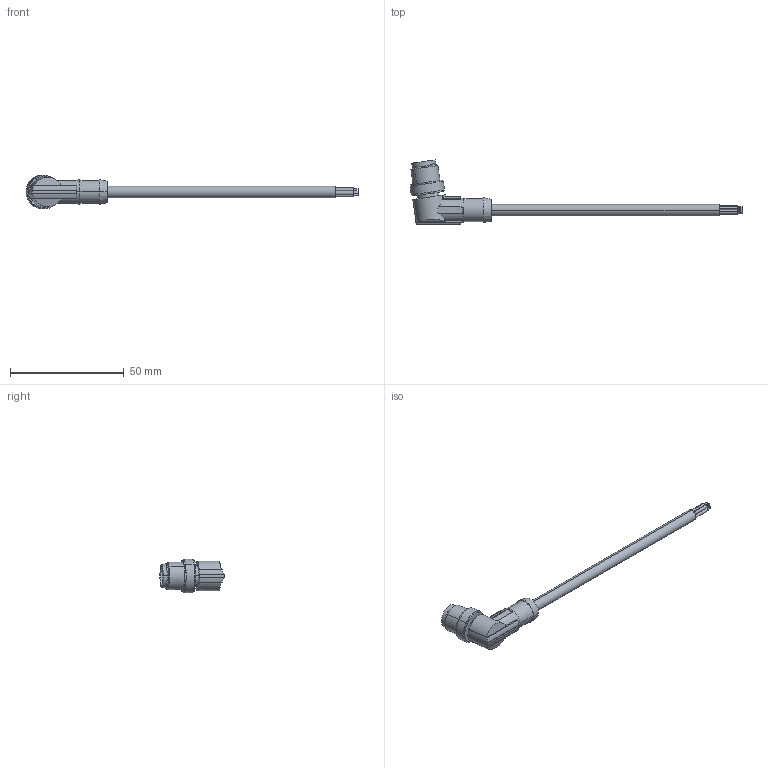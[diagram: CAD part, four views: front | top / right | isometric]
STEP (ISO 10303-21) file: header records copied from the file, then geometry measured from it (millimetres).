
FILE_DESCRIPTION(('SolidDesigner STEP Export'),'2;1');
FILE_NAME('1415681_SAC_5P_M12MR_5.0_PVC-select.stp','2015-01-29T13:53:18',(''),(''),'Creo Elements/Direct Modeling STEP processor for AP214 (Solid Model)','Creo Elements/Direct Modeling 18.1B 29-Sep-2012 (C) Parametric Technology GmbH','');
FILE_SCHEMA(('AUTOMOTIVE_DESIGN { 1 0 10303 214 1 1 1 1 }'));
Length unit declared in the file: millimetre
Products named in the file (2): 1415681_SAC_5P_M12MR_5.0_PVC-select
Assembly tree (1 placements, depth 2):
  1415681_SAC_5P_M12MR_5.0_PVC-select
    1415681_SAC_5P_M12MR_5.0_PVC-select
Bounding box: 145.69 x 28.16 x 14.79 mm (x, y, z)
Volume: 6747.5 mm3; surface area: 4453.4 mm2
Topology: 1 solids, 1 shells, 157 faces, 393 edges, 263 vertices
Faces by surface type: cylinder 74, plane 59, cone 24
Entity records: 7356 total; most frequent: CARTESIAN_POINT 2454, ORIENTED_EDGE 786, DIRECTION 672, EDGE_CURVE 393, VERTEX_POINT 263, AXIS2_PLACEMENT_3D 253, EDGE_LOOP 182, VECTOR 166
